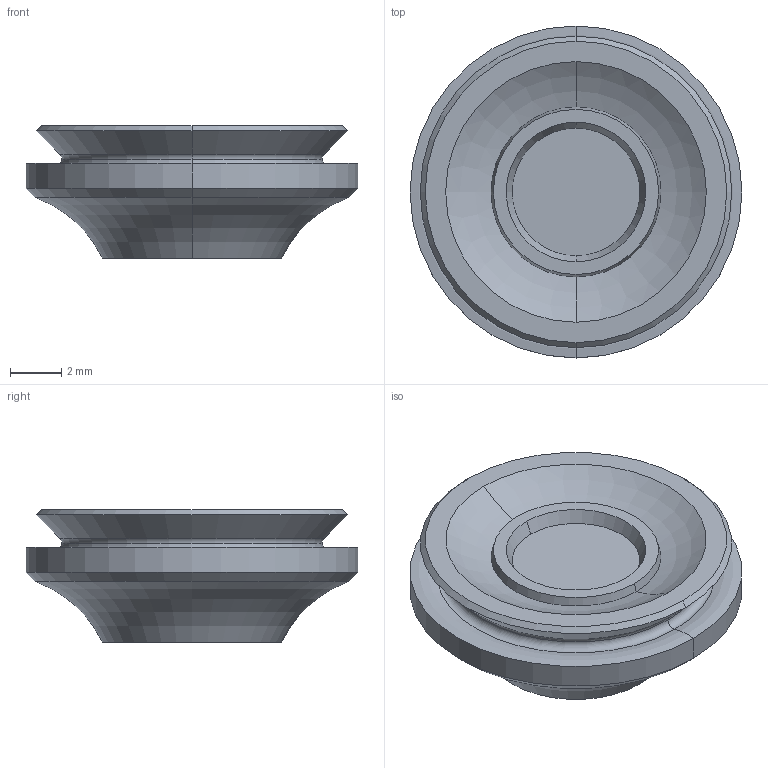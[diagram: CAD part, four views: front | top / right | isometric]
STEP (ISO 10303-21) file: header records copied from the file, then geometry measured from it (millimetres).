
FILE_DESCRIPTION (( 'STEP AP214' ), '1' );
FILE_NAME ('CC2paddle.STEP', '2025-05-29T12:22:59', ( '' ), ( '' ), 'SwSTEP 2.0', 'SolidWorks 2023', '' );
FILE_SCHEMA (( 'AUTOMOTIVE_DESIGN' ));
Length unit declared in the file: millimetre
Products named in the file (1): CC2paddle
Bounding box: 13 x 13 x 5.2 mm (x, y, z)
Volume: 380.8 mm3; surface area: 506.6 mm2
Topology: 1 solids, 1 shells, 37 faces, 80 edges, 48 vertices
Faces by surface type: torus 10, cone 10, cylinder 9, plane 4, bspline 4
Entity records: 2476 total; most frequent: CARTESIAN_POINT 1684, DIRECTION 164, ORIENTED_EDGE 160, EDGE_CURVE 80, AXIS2_PLACEMENT_3D 73, VERTEX_POINT 48, EDGE_LOOP 40, CIRCLE 39
